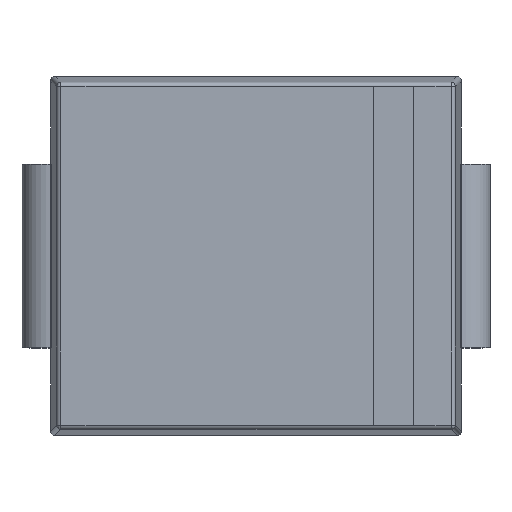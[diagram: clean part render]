
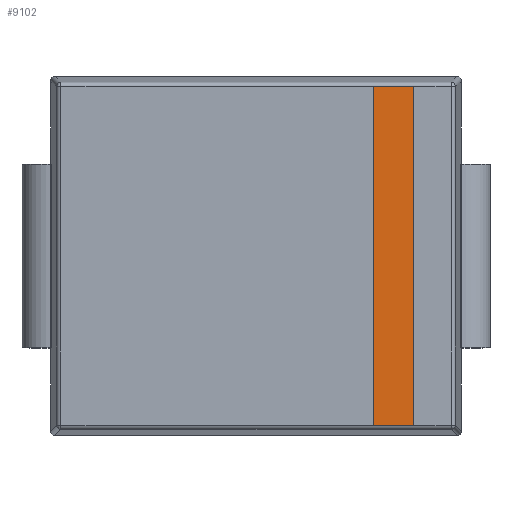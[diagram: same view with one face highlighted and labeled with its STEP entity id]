
A CAD part, top view. The second image highlights one B-rep face of the part: STEP entity #9102.
In plain terms, the highlighted planar face has unit normal (0, 0, 1).
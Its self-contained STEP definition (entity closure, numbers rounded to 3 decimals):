
#6302 = PLANE('',#6303);
#6303 = AXIS2_PLACEMENT_3D('',#6304,#6305,#6306);
#6304 = CARTESIAN_POINT('',(6.1,-2.95,1.66));
#6305 = DIRECTION('',(1.,0.,0.));
#6306 = DIRECTION('',(0.,0.,1.));
#6329 = PLANE('',#6330);
#6330 = AXIS2_PLACEMENT_3D('',#6331,#6332,#6333);
#6331 = CARTESIAN_POINT('',(5.4,-2.95,1.66));
#6332 = DIRECTION('',(0.,1.,0.));
#6333 = DIRECTION('',(0.,0.,1.));
#6357 = PLANE('',#6358);
#6358 = AXIS2_PLACEMENT_3D('',#6359,#6360,#6361);
#6359 = CARTESIAN_POINT('',(5.4,-2.95,1.66));
#6360 = DIRECTION('',(1.,0.,0.));
#6361 = DIRECTION('',(0.,0.,1.));
#6634 = PLANE('',#6635);
#6635 = AXIS2_PLACEMENT_3D('',#6636,#6637,#6638);
#6636 = CARTESIAN_POINT('',(5.4,2.95,1.66));
#6637 = DIRECTION('',(0.,1.,0.));
#6638 = DIRECTION('',(0.,0.,1.));
#7781 = VERTEX_POINT('',#7782);
#7782 = CARTESIAN_POINT('',(5.4,-2.95,2.66));
#7826 = VERTEX_POINT('',#7827);
#7827 = CARTESIAN_POINT('',(5.4,2.95,2.66));
#7848 = EDGE_CURVE('',#7781,#7826,#7849,.T.);
#7849 = SURFACE_CURVE('',#7850,(#7854,#7861),.PCURVE_S1.);
#7850 = LINE('',#7851,#7852);
#7851 = CARTESIAN_POINT('',(5.4,-2.95,2.66));
#7852 = VECTOR('',#7853,1.);
#7853 = DIRECTION('',(0.,1.,0.));
#7854 = PCURVE('',#6357,#7855);
#7855 = DEFINITIONAL_REPRESENTATION('',(#7856),#7860);
#7856 = LINE('',#7857,#7858);
#7857 = CARTESIAN_POINT('',(1.,0.));
#7858 = VECTOR('',#7859,1.);
#7859 = DIRECTION('',(0.,-1.));
#7860 = ( GEOMETRIC_REPRESENTATION_CONTEXT(2) 
PARAMETRIC_REPRESENTATION_CONTEXT() REPRESENTATION_CONTEXT('2D SPACE',''
  ) );
#7861 = PCURVE('',#7862,#7867);
#7862 = PLANE('',#7863);
#7863 = AXIS2_PLACEMENT_3D('',#7864,#7865,#7866);
#7864 = CARTESIAN_POINT('',(5.4,-2.95,2.66));
#7865 = DIRECTION('',(0.,0.,1.));
#7866 = DIRECTION('',(1.,0.,0.));
#7867 = DEFINITIONAL_REPRESENTATION('',(#7868),#7872);
#7868 = LINE('',#7869,#7870);
#7869 = CARTESIAN_POINT('',(0.,0.));
#7870 = VECTOR('',#7871,1.);
#7871 = DIRECTION('',(0.,1.));
#7872 = ( GEOMETRIC_REPRESENTATION_CONTEXT(2) 
PARAMETRIC_REPRESENTATION_CONTEXT() REPRESENTATION_CONTEXT('2D SPACE',''
  ) );
#7878 = VERTEX_POINT('',#7879);
#7879 = CARTESIAN_POINT('',(6.1,-2.95,2.66));
#7902 = EDGE_CURVE('',#7781,#7878,#7903,.T.);
#7903 = SURFACE_CURVE('',#7904,(#7908,#7915),.PCURVE_S1.);
#7904 = LINE('',#7905,#7906);
#7905 = CARTESIAN_POINT('',(5.4,-2.95,2.66));
#7906 = VECTOR('',#7907,1.);
#7907 = DIRECTION('',(1.,0.,0.));
#7908 = PCURVE('',#6329,#7909);
#7909 = DEFINITIONAL_REPRESENTATION('',(#7910),#7914);
#7910 = LINE('',#7911,#7912);
#7911 = CARTESIAN_POINT('',(1.,0.));
#7912 = VECTOR('',#7913,1.);
#7913 = DIRECTION('',(0.,1.));
#7914 = ( GEOMETRIC_REPRESENTATION_CONTEXT(2) 
PARAMETRIC_REPRESENTATION_CONTEXT() REPRESENTATION_CONTEXT('2D SPACE',''
  ) );
#7915 = PCURVE('',#7862,#7916);
#7916 = DEFINITIONAL_REPRESENTATION('',(#7917),#7921);
#7917 = LINE('',#7918,#7919);
#7918 = CARTESIAN_POINT('',(0.,0.));
#7919 = VECTOR('',#7920,1.);
#7920 = DIRECTION('',(1.,0.));
#7921 = ( GEOMETRIC_REPRESENTATION_CONTEXT(2) 
PARAMETRIC_REPRESENTATION_CONTEXT() REPRESENTATION_CONTEXT('2D SPACE',''
  ) );
#7950 = VERTEX_POINT('',#7951);
#7951 = CARTESIAN_POINT('',(6.1,2.95,2.66));
#7972 = EDGE_CURVE('',#7878,#7950,#7973,.T.);
#7973 = SURFACE_CURVE('',#7974,(#7978,#7985),.PCURVE_S1.);
#7974 = LINE('',#7975,#7976);
#7975 = CARTESIAN_POINT('',(6.1,-2.95,2.66));
#7976 = VECTOR('',#7977,1.);
#7977 = DIRECTION('',(0.,1.,0.));
#7978 = PCURVE('',#6302,#7979);
#7979 = DEFINITIONAL_REPRESENTATION('',(#7980),#7984);
#7980 = LINE('',#7981,#7982);
#7981 = CARTESIAN_POINT('',(1.,0.));
#7982 = VECTOR('',#7983,1.);
#7983 = DIRECTION('',(0.,-1.));
#7984 = ( GEOMETRIC_REPRESENTATION_CONTEXT(2) 
PARAMETRIC_REPRESENTATION_CONTEXT() REPRESENTATION_CONTEXT('2D SPACE',''
  ) );
#7985 = PCURVE('',#7862,#7986);
#7986 = DEFINITIONAL_REPRESENTATION('',(#7987),#7991);
#7987 = LINE('',#7988,#7989);
#7988 = CARTESIAN_POINT('',(0.7,0.));
#7989 = VECTOR('',#7990,1.);
#7990 = DIRECTION('',(0.,1.));
#7991 = ( GEOMETRIC_REPRESENTATION_CONTEXT(2) 
PARAMETRIC_REPRESENTATION_CONTEXT() REPRESENTATION_CONTEXT('2D SPACE',''
  ) );
#8146 = EDGE_CURVE('',#7826,#7950,#8147,.T.);
#8147 = SURFACE_CURVE('',#8148,(#8152,#8159),.PCURVE_S1.);
#8148 = LINE('',#8149,#8150);
#8149 = CARTESIAN_POINT('',(5.4,2.95,2.66));
#8150 = VECTOR('',#8151,1.);
#8151 = DIRECTION('',(1.,0.,0.));
#8152 = PCURVE('',#6634,#8153);
#8153 = DEFINITIONAL_REPRESENTATION('',(#8154),#8158);
#8154 = LINE('',#8155,#8156);
#8155 = CARTESIAN_POINT('',(1.,0.));
#8156 = VECTOR('',#8157,1.);
#8157 = DIRECTION('',(0.,1.));
#8158 = ( GEOMETRIC_REPRESENTATION_CONTEXT(2) 
PARAMETRIC_REPRESENTATION_CONTEXT() REPRESENTATION_CONTEXT('2D SPACE',''
  ) );
#8159 = PCURVE('',#7862,#8160);
#8160 = DEFINITIONAL_REPRESENTATION('',(#8161),#8165);
#8161 = LINE('',#8162,#8163);
#8162 = CARTESIAN_POINT('',(0.,5.9));
#8163 = VECTOR('',#8164,1.);
#8164 = DIRECTION('',(1.,0.));
#8165 = ( GEOMETRIC_REPRESENTATION_CONTEXT(2) 
PARAMETRIC_REPRESENTATION_CONTEXT() REPRESENTATION_CONTEXT('2D SPACE',''
  ) );
#9102 = ADVANCED_FACE('',(#9103),#7862,.T.);
#9103 = FACE_BOUND('',#9104,.T.);
#9104 = EDGE_LOOP('',(#9105,#9106,#9107,#9108));
#9105 = ORIENTED_EDGE('',*,*,#7848,.F.);
#9106 = ORIENTED_EDGE('',*,*,#7902,.T.);
#9107 = ORIENTED_EDGE('',*,*,#7972,.T.);
#9108 = ORIENTED_EDGE('',*,*,#8146,.F.);
